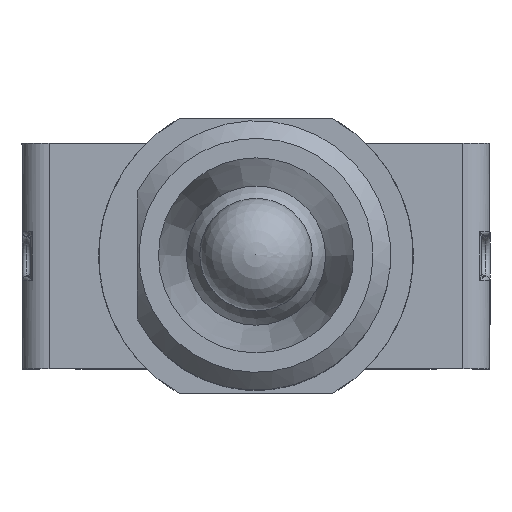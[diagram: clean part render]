
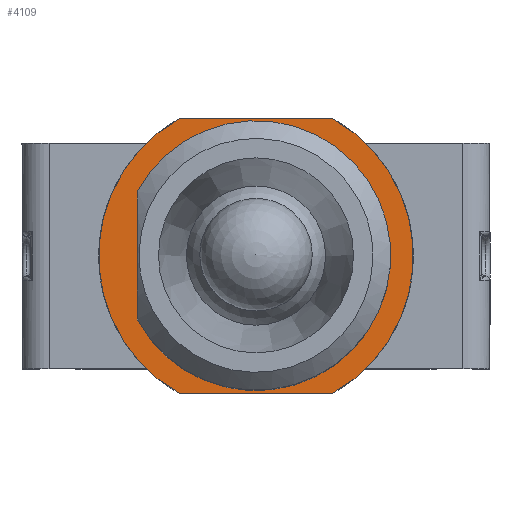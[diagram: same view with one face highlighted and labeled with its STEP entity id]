
A CAD part, top view. The second image highlights one B-rep face of the part: STEP entity #4109.
In plain terms, the highlighted planar face has unit normal (0, 0, 1).
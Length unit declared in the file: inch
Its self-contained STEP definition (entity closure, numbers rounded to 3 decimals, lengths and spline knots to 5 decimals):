
#118=FACE_BOUND('',#1349,.T.);
#321=LINE('',#6842,#720);
#324=LINE('',#6851,#723);
#327=LINE('',#6858,#726);
#720=VECTOR('',#5106,0.3937);
#723=VECTOR('',#5115,0.3937);
#726=VECTOR('',#5124,0.3937);
#1111=FACE_OUTER_BOUND('',#1348,.T.);
#1348=EDGE_LOOP('',(#3134,#3135,#3136,#3137));
#1349=EDGE_LOOP('',(#3138,#3139));
#1588=CIRCLE('',#4446,0.11969);
#1589=CIRCLE('',#4450,0.13976);
#1590=CIRCLE('',#4453,0.13976);
#1780=VERTEX_POINT('',#6835);
#1781=VERTEX_POINT('',#6837);
#1782=VERTEX_POINT('',#6844);
#1783=VERTEX_POINT('',#6845);
#1784=VERTEX_POINT('',#6850);
#1785=VERTEX_POINT('',#6854);
#2263=EDGE_CURVE('',#1781,#1780,#1588,.T.);
#2265=EDGE_CURVE('',#1780,#1781,#321,.T.);
#2266=EDGE_CURVE('',#1782,#1783,#1589,.T.);
#2269=EDGE_CURVE('',#1783,#1784,#324,.T.);
#2271=EDGE_CURVE('',#1784,#1785,#1590,.T.);
#2273=EDGE_CURVE('',#1785,#1782,#327,.T.);
#3134=ORIENTED_EDGE('',*,*,#2266,.F.);
#3135=ORIENTED_EDGE('',*,*,#2273,.F.);
#3136=ORIENTED_EDGE('',*,*,#2271,.F.);
#3137=ORIENTED_EDGE('',*,*,#2269,.F.);
#3138=ORIENTED_EDGE('',*,*,#2263,.T.);
#3139=ORIENTED_EDGE('',*,*,#2265,.T.);
#3904=PLANE('',#4455);
#4109=ADVANCED_FACE('',(#1111,#118),#3904,.T.);
#4446=AXIS2_PLACEMENT_3D('',#6838,#5099,#5100);
#4450=AXIS2_PLACEMENT_3D('',#6846,#5109,#5110);
#4453=AXIS2_PLACEMENT_3D('',#6855,#5119,#5120);
#4455=AXIS2_PLACEMENT_3D('',#6859,#5125,#5126);
#5099=DIRECTION('center_axis',(0.,0.,-1.));
#5100=DIRECTION('ref_axis',(-0.882,-0.472,0.));
#5106=DIRECTION('',(0.,1.,0.));
#5109=DIRECTION('center_axis',(0.,0.,-1.));
#5110=DIRECTION('ref_axis',(0.487,-0.873,0.));
#5115=DIRECTION('',(1.,0.,0.));
#5119=DIRECTION('center_axis',(0.,0.,-1.));
#5120=DIRECTION('ref_axis',(-0.487,0.873,0.));
#5124=DIRECTION('',(-1.,0.,0.));
#5125=DIRECTION('center_axis',(0.,0.,1.));
#5126=DIRECTION('ref_axis',(-1.,0.,0.));
#6835=CARTESIAN_POINT('',(-0.10551,-0.0565,0.32441));
#6837=CARTESIAN_POINT('',(-0.10551,0.0565,0.32441));
#6838=CARTESIAN_POINT('Origin',(0.,0.,
0.32441));
#6842=CARTESIAN_POINT('',(-0.10551,-0.02825,0.32441));
#6844=CARTESIAN_POINT('',(-0.06811,-0.12205,0.32441));
#6845=CARTESIAN_POINT('',(-0.06811,0.12205,0.32441));
#6846=CARTESIAN_POINT('Origin',(0.,0.,
0.32441));
#6850=CARTESIAN_POINT('',(0.06811,0.12205,0.32441));
#6851=CARTESIAN_POINT('',(-0.06811,0.12205,0.32441));
#6854=CARTESIAN_POINT('',(0.06811,-0.12205,0.32441));
#6855=CARTESIAN_POINT('Origin',(0.,0.,
0.32441));
#6858=CARTESIAN_POINT('',(0.06811,-0.12205,0.32441));
#6859=CARTESIAN_POINT('Origin',(0.,0.,
0.32441));
